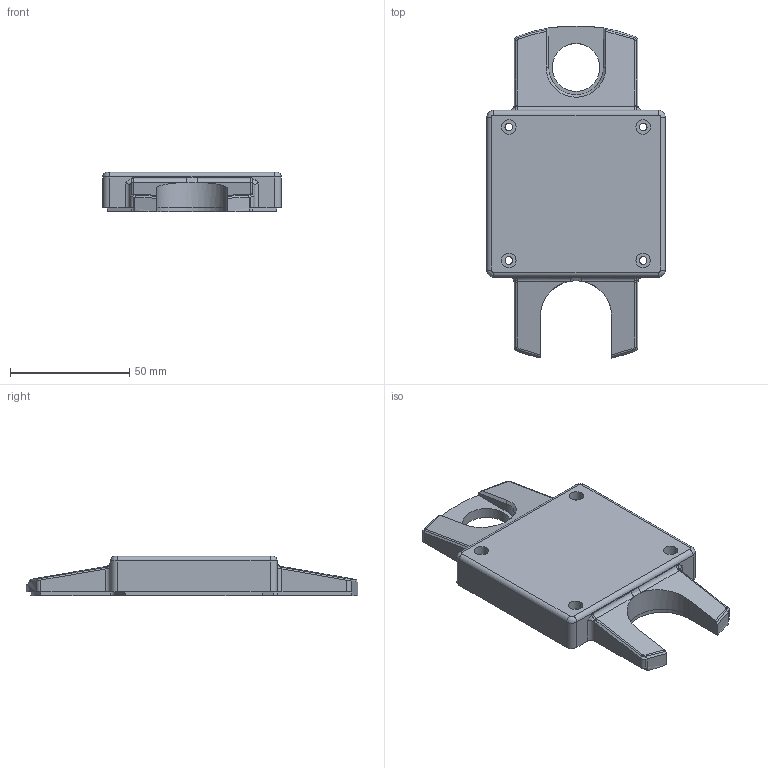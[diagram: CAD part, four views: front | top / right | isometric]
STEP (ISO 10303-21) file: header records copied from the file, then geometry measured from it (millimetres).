
FILE_DESCRIPTION(('FreeCAD Model'),'2;1');
FILE_NAME('Open CASCADE Shape Model','2026-02-15T16:07:01',(''),(''), 'Open CASCADE STEP processor 7.8','FreeCAD','Unknown');
FILE_SCHEMA(('AUTOMOTIVE_DESIGN { 1 0 10303 214 1 1 1 1 }'));
Length unit declared in the file: millimetre
Products named in the file (1): Back_wide
Bounding box: 75 x 139.28 x 16.6 mm (x, y, z)
Volume: 60009.6 mm3; surface area: 25518.9 mm2
Topology: 1 solids, 1 shells, 135 faces, 337 edges, 206 vertices
Faces by surface type: plane 50, cylinder 47, bspline 34, revolution 4
Full cylindrical faces by diameter (mm): 3.2 x4, 6.1 x4, 10 x2, 20 x1
Entity records: 19913 total; most frequent: CARTESIAN_POINT 13645, DIRECTION 1039, ORIENTED_EDGE 664, PCURVE 664, DEFINITIONAL_REPRESENTATION 664, LINE 640, VECTOR 640, EDGE_CURVE 332
